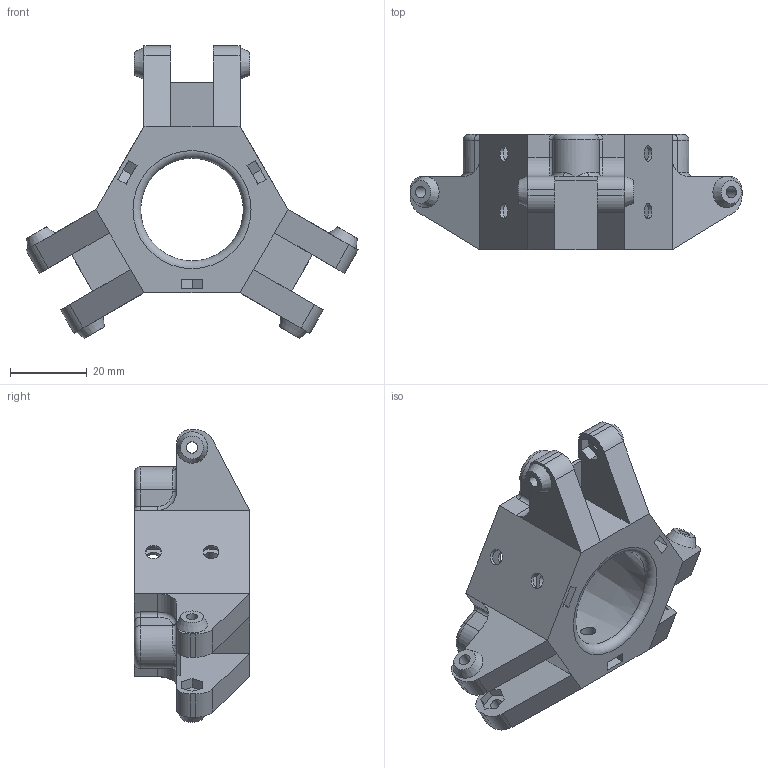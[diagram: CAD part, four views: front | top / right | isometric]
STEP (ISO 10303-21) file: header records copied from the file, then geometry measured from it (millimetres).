
FILE_DESCRIPTION(/* description */ (''),/* implementation_level */ '2;1');
FILE_NAME(/* name */ 'Untitled.stp',/* time_stamp */ '2014-11-30T11:59:47-08:00',/* author */ (''),/* organization */ (''),/* preprocessor_version */ 'ST-DEVELOPER v14.6',/* originating_system */ '',/* authorisation */ '');
FILE_SCHEMA (('AUTOMOTIVE_DESIGN { 1 2 10303 214 1 1 1 1 }'));
Length unit declared in the file: centimetre
Products named in the file (1): 1234-K789
Bounding box: 86.37 x 30 x 76.14 mm (x, y, z)
Volume: 40141.9 mm3; surface area: 16827.2 mm2
Topology: 1 solids, 1 shells, 242 faces, 641 edges, 407 vertices
Faces by surface type: plane 143, cylinder 60, torus 26, cone 7, bspline 6
Full cylindrical faces by diameter (mm): 3 x6, 4 x12, 6.35 x3
Entity records: 7628 total; most frequent: CARTESIAN_POINT 1788, DIRECTION 1188, ORIENTED_EDGE 1164, EDGE_CURVE 582, AXIS2_PLACEMENT_3D 402, VERTEX_POINT 387, LINE 384, VECTOR 384
